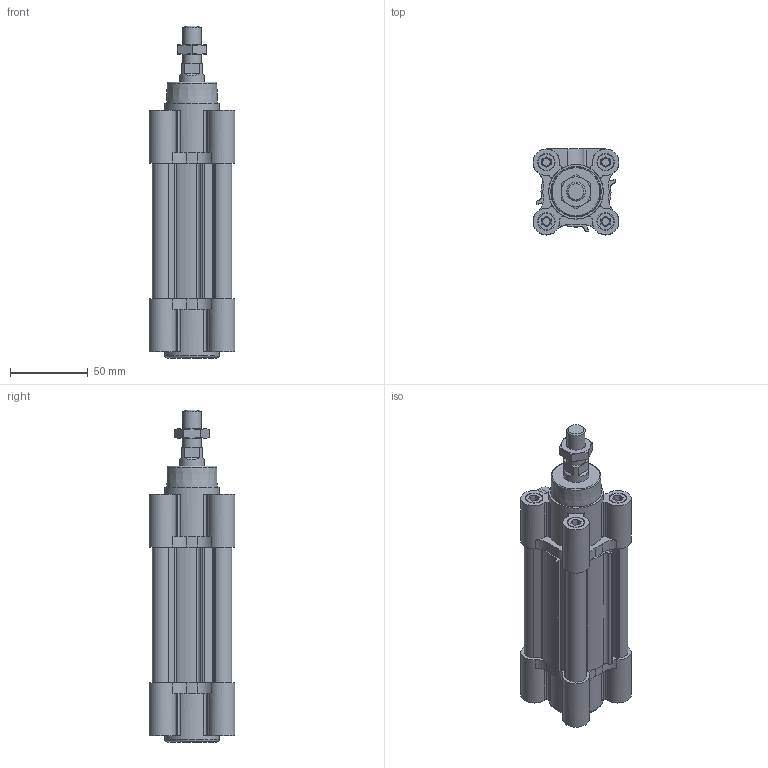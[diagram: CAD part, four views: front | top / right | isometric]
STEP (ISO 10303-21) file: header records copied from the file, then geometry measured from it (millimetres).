
FILE_DESCRIPTION(/* description */ ('STEP AP214'),/* implementation_level */ '2;1');
FILE_NAME(/* name */ 'MCQI3-11-40-50M',/* time_stamp */ '2024-06-20T20:35:24+02:00',/* author */ ('License CC BY-ND 4.0'),/* organization */ ('CADENAS'),/* preprocessor_version */ 'ST-DEVELOPER v19.3',/* originating_system */ 'PARTsolutions',/* authorisation */ ' ');
FILE_SCHEMA (('AUTOMOTIVE_DESIGN {1 0 10303 214 3 1 1}'));
Length unit declared in the file: millimetre
Products named in the file (4): MCQI3-11-40-50M; MCQI3-11-40-50M_(0_0)_body; MCQI3-11-40-50M(_0_0)_rod; MCQI340(-n)
Assembly tree (3 placements, depth 2):
  MCQI3-11-40-50M
    MCQI3-11-40-50M_(0_0)_body
    MCQI3-11-40-50M(_0_0)_rod
    MCQI340(-n)
Bounding box: 55 x 55 x 213 mm (x, y, z)
Volume: 273376.5 mm3; surface area: 93296.3 mm2
Topology: 3 solids, 3 shells, 439 faces, 1102 edges, 703 vertices
Faces by surface type: plane 251, cylinder 160, cone 26, torus 2
Full cylindrical faces by diameter (mm): 4.917 x8, 7 x2, 7.9 x2, 10.6 x8, 10.647 x1, 11.2 x8, 11.445 x2, 12 x1, 16 x2, 35 x2, 40 x2
Entity records: 15814 total; most frequent: DIRECTION 2345, CARTESIAN_POINT 2304, ORIENTED_EDGE 2088, EDGE_CURVE 1044, AXIS2_PLACEMENT_3D 891, VERTEX_POINT 699, LINE 563, VECTOR 563
